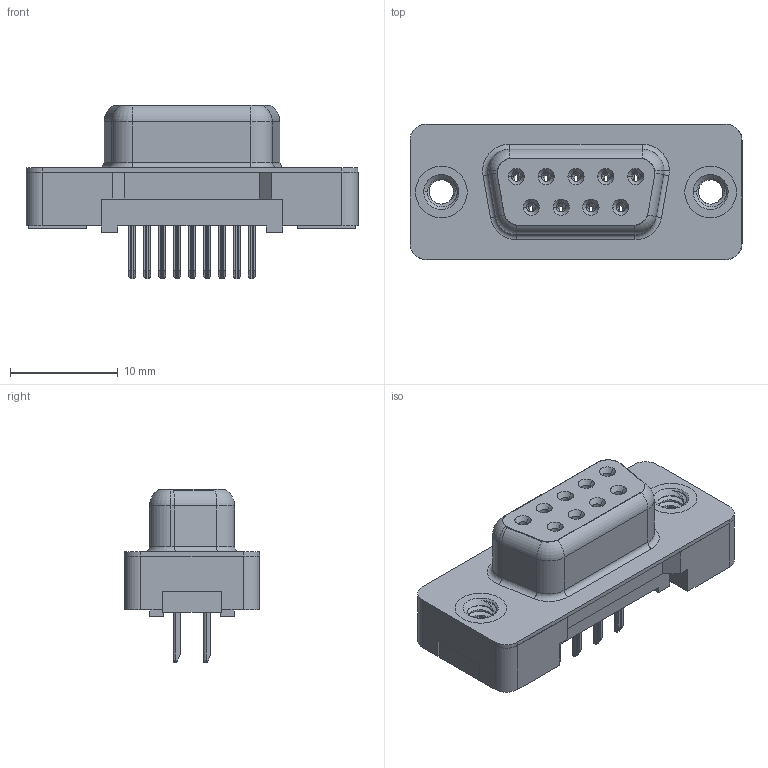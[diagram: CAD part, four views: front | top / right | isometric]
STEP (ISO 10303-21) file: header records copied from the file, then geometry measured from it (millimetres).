
FILE_DESCRIPTION (( 'STEP AP203' ), '1' );
FILE_NAME ('628-009-224-012.STEP', '2020-07-15T22:28:18', ( '' ), ( '' ), 'SwSTEP 2.0', 'SolidWorks 2020', '' );
FILE_SCHEMA (( 'CONFIG_CONTROL_DESIGN' ));
Length unit declared in the file: millimetre
Products named in the file (6): 628 PB 4-40 Threaded Rivet; 628 PB Shell_09 Contacts; 628 PB Contact Row 2_24; 628 PB Contact Row 1_24; 628 Plastic Body Housing_09 Contacts; 628-009-224-012
Assembly tree (13 placements, depth 2):
  628-009-224-012
    628 Plastic Body Housing_09 Contacts
    628 PB Shell_09 Contacts
    628 PB Contact Row 1_24  x5
    628 PB Contact Row 2_24  x4
    628 PB 4-40 Threaded Rivet  x2
Bounding box: 30.82 x 12.55 x 16.1 mm (x, y, z)
Volume: 1965.6 mm3; surface area: 4430.7 mm2
Topology: 13 solids, 13 shells, 911 faces, 2233 edges, 1368 vertices
Faces by surface type: plane 378, cylinder 248, bspline 150, torus 80, cone 55
Entity records: 15771 total; most frequent: CARTESIAN_POINT 5156, ORIENTED_EDGE 2070, DIRECTION 1974, EDGE_CURVE 1035, AXIS2_PLACEMENT_3D 686, VERTEX_POINT 645, VECTOR 602, LINE 602
